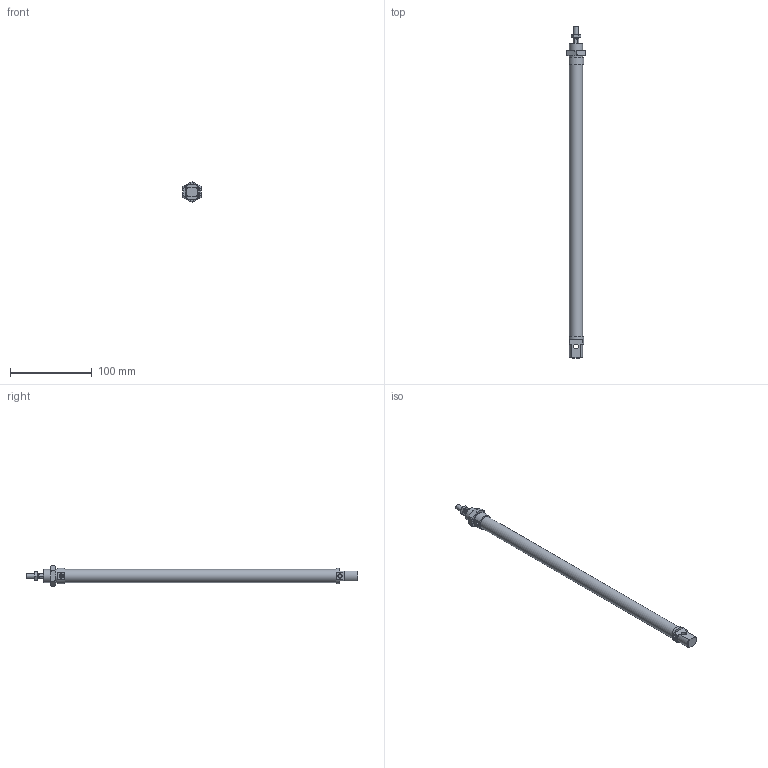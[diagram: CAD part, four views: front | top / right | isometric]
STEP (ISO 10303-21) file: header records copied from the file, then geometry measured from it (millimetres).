
FILE_DESCRIPTION(/* description */ ('Unknown'),/* implementation_level */ '2;1');
FILE_NAME(/* name */ '1260.12.300.ME',/* time_stamp */ '2021-01-18T13:53:01-05:00',/* author */ ('Unknown'),/* organization */ ('Unknown'),/* preprocessor_version */ 'ST-DEVELOPER v16.7',/* originating_system */ 'Solid Edge',/* authorisation */ 'Unknown');
FILE_SCHEMA (('AUTOMOTIVE_DESIGN {1 0 10303 214 3 1 1}'));
Length unit declared in the file: millimetre
Products named in the file (5): 1260.12.300.ME; S1260E_12_100; C1260E_12_100; 1200_12_05; 1200_12_06
Assembly tree (4 placements, depth 2):
  1260.12.300.ME
    S1260E_12_100
    C1260E_12_100
    1200_12_05
    1200_12_06
Bounding box: 22 x 405 x 25.4 mm (x, y, z)
Volume: 79516.1 mm3; surface area: 35887.3 mm2
Topology: 4 solids, 4 shells, 95 faces, 214 edges, 133 vertices
Faces by surface type: plane 49, cone 33, cylinder 13
Full cylindrical faces by diameter (mm): 4.2 x2, 5 x2, 6 x2, 14.5 x1, 16 x2
Entity records: 2609 total; most frequent: CARTESIAN_POINT 529, DIRECTION 411, ORIENTED_EDGE 390, EDGE_CURVE 195, AXIS2_PLACEMENT_3D 168, VERTEX_POINT 130, EDGE_LOOP 125, FACE_BOUND 125
